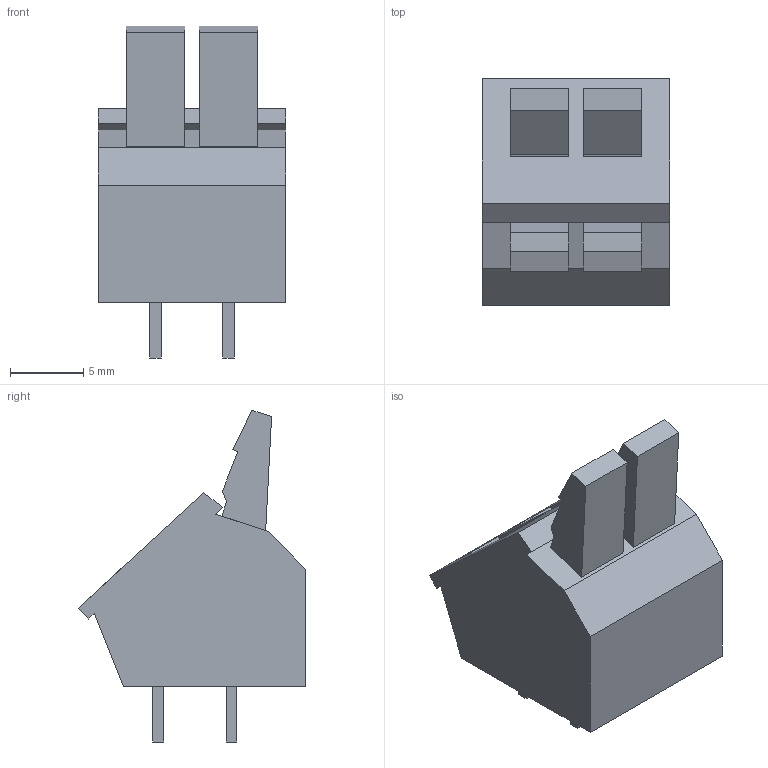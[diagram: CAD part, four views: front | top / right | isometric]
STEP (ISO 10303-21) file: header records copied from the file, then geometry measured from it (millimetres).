
FILE_DESCRIPTION(/* description */ (''),/* implementation_level */ '2;1');
FILE_NAME(/* name */ 'KF243_5.0_2P v2.step',/* time_stamp */ '2025-06-04T15:32:58+02:00',/* author */ (''),/* organization */ (''),/* preprocessor_version */ 'ST-DEVELOPER v20.1',/* originating_system */ 'Autodesk Translation Framework v14.10.0.0',/* authorisation */ '');
FILE_SCHEMA (('AUTOMOTIVE_DESIGN { 1 0 10303 214 3 1 1 }'));
Length unit declared in the file: millimetre
Products named in the file (1): KF243_5.0_2P
Bounding box: 12.8 x 15.54 x 22.72 mm (x, y, z)
Volume: 1805.5 mm3; surface area: 1398.9 mm2
Topology: 3 solids, 3 shells, 66 faces, 162 edges, 108 vertices
Faces by surface type: plane 66
Entity records: 1944 total; most frequent: CARTESIAN_POINT 337, ORIENTED_EDGE 324, DIRECTION 296, LINE 162, VECTOR 162, EDGE_CURVE 162, VERTEX_POINT 108, EDGE_LOOP 72
